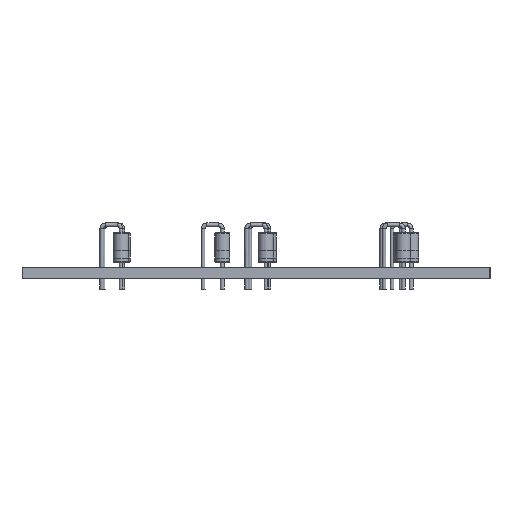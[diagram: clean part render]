
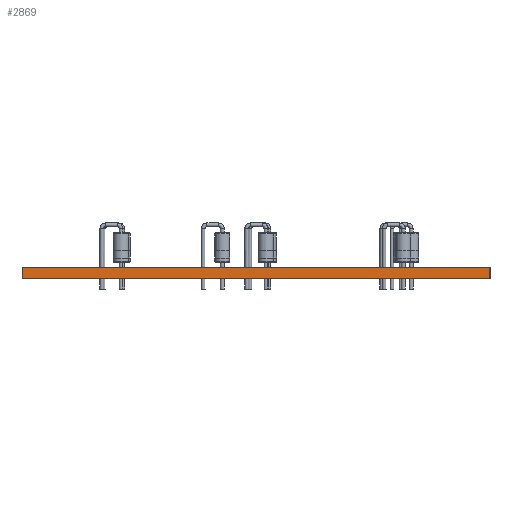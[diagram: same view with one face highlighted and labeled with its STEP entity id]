
A CAD part, left-side view. The second image highlights one B-rep face of the part: STEP entity #2869.
In plain terms, the highlighted planar face has unit normal (-1, 0, 0).
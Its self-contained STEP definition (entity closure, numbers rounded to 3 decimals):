
#679=FACE_OUTER_BOUND('',#1033,.T.);
#1033=EDGE_LOOP('',(#2336,#2337,#2338,#2339));
#1179=LINE('',#4376,#1319);
#1182=LINE('',#4600,#1322);
#1186=LINE('',#4825,#1326);
#1188=LINE('',#4829,#1328);
#1319=VECTOR('',#3442,1.);
#1322=VECTOR('',#3665,1.);
#1326=VECTOR('',#3889,1.);
#1328=VECTOR('',#3895,1.);
#1456=VERTEX_POINT('',#4373);
#1457=VERTEX_POINT('',#4375);
#1567=VERTEX_POINT('',#4597);
#1568=VERTEX_POINT('',#4599);
#1713=EDGE_CURVE('',#1456,#1457,#1179,.T.);
#1825=EDGE_CURVE('',#1568,#1567,#1182,.T.);
#1938=EDGE_CURVE('',#1457,#1567,#1186,.T.);
#1940=EDGE_CURVE('',#1456,#1568,#1188,.T.);
#2336=ORIENTED_EDGE('',*,*,#1940,.T.);
#2337=ORIENTED_EDGE('',*,*,#1825,.T.);
#2338=ORIENTED_EDGE('',*,*,#1938,.F.);
#2339=ORIENTED_EDGE('',*,*,#1713,.F.);
#2853=PLANE('',#3250);
#2869=ADVANCED_FACE('',(#679),#2853,.T.);
#3250=AXIS2_PLACEMENT_3D('',#4828,#3893,#3894);
#3442=DIRECTION('',(0.,1.,0.));
#3665=DIRECTION('',(0.,1.,0.));
#3889=DIRECTION('',(0.,0.,1.));
#3893=DIRECTION('center_axis',(-1.,0.,0.));
#3894=DIRECTION('ref_axis',(0.,1.,0.));
#3895=DIRECTION('',(0.,0.,1.));
#4373=CARTESIAN_POINT('',(94.,-114.,0.));
#4375=CARTESIAN_POINT('',(94.,-52.,0.));
#4376=CARTESIAN_POINT('',(94.,-114.,0.));
#4597=CARTESIAN_POINT('',(94.,-52.,1.51));
#4599=CARTESIAN_POINT('',(94.,-114.,1.51));
#4600=CARTESIAN_POINT('',(94.,-114.,1.51));
#4825=CARTESIAN_POINT('',(94.,-52.,0.));
#4828=CARTESIAN_POINT('Origin',(94.,-114.,0.));
#4829=CARTESIAN_POINT('',(94.,-114.,0.));
